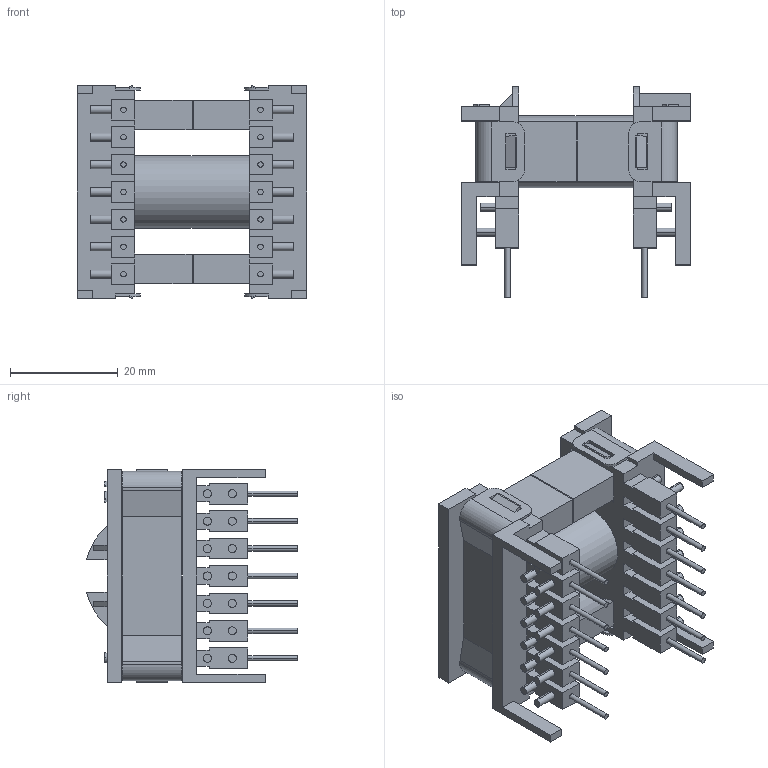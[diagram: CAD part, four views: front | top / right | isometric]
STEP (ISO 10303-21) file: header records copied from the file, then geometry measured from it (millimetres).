
FILE_DESCRIPTION (( 'STEP AP203' ), '1' );
FILE_NAME ('ETD34 Transformer assembly.STEP', '2013-12-21T16:22:53', ( '栫謾樥' ), ( '' ), 'SwSTEP 2.0', 'SolidWorks 2013', '' );
FILE_SCHEMA (( 'CONFIG_CONTROL_DESIGN' ));
Length unit declared in the file: millimetre
Products named in the file (4): ETD34 Ferrite Core_27900-042 - ETD34; ETD34 Clip_27900-016 - ETD34; ETD34 Transformer assembly; ETD34 Bobbin
Assembly tree (5 placements, depth 2):
  ETD34 Transformer assembly
    ETD34 Bobbin
    ETD34 Ferrite Core_27900-042 - ETD34  x2
    ETD34 Clip_27900-016 - ETD34  x2
Bounding box: 42.6 x 39.13 x 39.4 mm (x, y, z)
Volume: 17949.7 mm3; surface area: 18331.6 mm2
Topology: 5 solids, 5 shells, 509 faces, 1339 edges, 890 vertices
Faces by surface type: plane 354, cylinder 132, bspline 23
Entity records: 15782 total; most frequent: CARTESIAN_POINT 3835, ORIENTED_EDGE 2412, DIRECTION 2286, EDGE_CURVE 1206, VECTOR 924, LINE 924, VERTEX_POINT 802, AXIS2_PLACEMENT_3D 681
